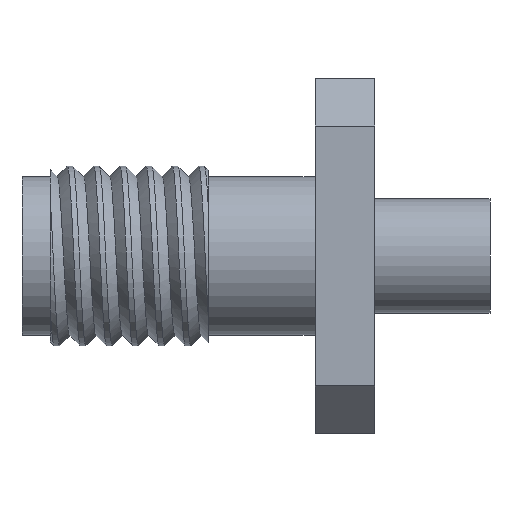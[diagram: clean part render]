
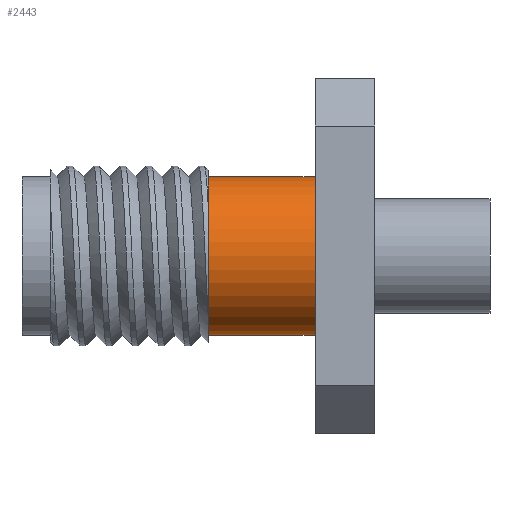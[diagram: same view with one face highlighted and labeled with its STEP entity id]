
A CAD part, front view. The second image highlights one B-rep face of the part: STEP entity #2443.
In plain terms, the highlighted cylindrical face has radius 2.135 mm (diameter 4.27 mm), a partial arc.
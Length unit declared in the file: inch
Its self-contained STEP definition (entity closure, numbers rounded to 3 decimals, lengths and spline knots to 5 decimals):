
#51 = AXIS2_PLACEMENT_3D ( 'NONE', #1255, #1670, #909 ) ;
#110 = ORIENTED_EDGE ( 'NONE', *, *, #2276, .T. ) ;
#131 = DIRECTION ( 'NONE',  ( 0., 0., 1. ) ) ;
#139 = VECTOR ( 'NONE', #1101, 39.37008 ) ;
#361 = CARTESIAN_POINT ( 'NONE',  ( -0.0505, 0., 0. ) ) ;
#374 = DIRECTION ( 'NONE',  ( 0., 0., 1. ) ) ;
#445 = EDGE_CURVE ( 'NONE', #1382, #931, #856, .T. ) ;
#466 = CIRCLE ( 'NONE', #1886, 0.08406 ) ;
#490 = CYLINDRICAL_SURFACE ( 'NONE', #51, 0.08406 ) ;
#586 = DIRECTION ( 'NONE',  ( -1., 0., 0. ) ) ;
#693 = CARTESIAN_POINT ( 'NONE',  ( 0.0625, 0., 0. ) ) ;
#733 = LINE ( 'NONE', #1307, #139 ) ;
#856 = CIRCLE ( 'NONE', #2256, 0.08406 ) ;
#909 = DIRECTION ( 'NONE',  ( 0., 0., 1. ) ) ;
#931 = VERTEX_POINT ( 'NONE', #1155 ) ;
#966 = CARTESIAN_POINT ( 'NONE',  ( 0.0625, 0., -0.08406 ) ) ;
#1024 = VECTOR ( 'NONE', #586, 39.37008 ) ;
#1101 = DIRECTION ( 'NONE',  ( -1., 0., 0. ) ) ;
#1112 = DIRECTION ( 'NONE',  ( -1., 0., 0. ) ) ;
#1155 = CARTESIAN_POINT ( 'NONE',  ( -0.0505, 0., 0.08406 ) ) ;
#1255 = CARTESIAN_POINT ( 'NONE',  ( -0.2475, 0., 0. ) ) ;
#1307 = CARTESIAN_POINT ( 'NONE',  ( -0.2475, 0., 0.08406 ) ) ;
#1382 = VERTEX_POINT ( 'NONE', #1415 ) ;
#1415 = CARTESIAN_POINT ( 'NONE',  ( -0.0505, 0., -0.08406 ) ) ;
#1462 = ORIENTED_EDGE ( 'NONE', *, *, #445, .F. ) ;
#1485 = EDGE_CURVE ( 'NONE', #2244, #1382, #1551, .T. ) ;
#1551 = LINE ( 'NONE', #1715, #1024 ) ;
#1633 = DIRECTION ( 'NONE',  ( -1., 0., 0. ) ) ;
#1670 = DIRECTION ( 'NONE',  ( -1., 0., 0. ) ) ;
#1708 = CARTESIAN_POINT ( 'NONE',  ( 0.0625, 0., 0.08406 ) ) ;
#1715 = CARTESIAN_POINT ( 'NONE',  ( -0.2475, 0., -0.08406 ) ) ;
#1886 = AXIS2_PLACEMENT_3D ( 'NONE', #693, #1633, #131 ) ;
#1913 = ORIENTED_EDGE ( 'NONE', *, *, #1485, .F. ) ;
#2206 = FACE_OUTER_BOUND ( 'NONE', #2431, .T. ) ;
#2244 = VERTEX_POINT ( 'NONE', #966 ) ;
#2256 = AXIS2_PLACEMENT_3D ( 'NONE', #361, #1112, #374 ) ;
#2260 = ORIENTED_EDGE ( 'NONE', *, *, #2407, .T. ) ;
#2276 = EDGE_CURVE ( 'NONE', #2483, #931, #733, .T. ) ;
#2407 = EDGE_CURVE ( 'NONE', #2244, #2483, #466, .T. ) ;
#2431 = EDGE_LOOP ( 'NONE', ( #1913, #2260, #110, #1462 ) ) ;
#2443 = ADVANCED_FACE ( 'NONE', ( #2206 ), #490, .T. ) ;
#2483 = VERTEX_POINT ( 'NONE', #1708 ) ;
